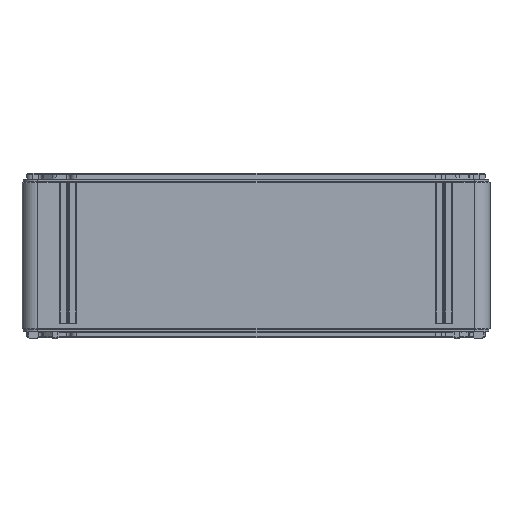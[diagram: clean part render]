
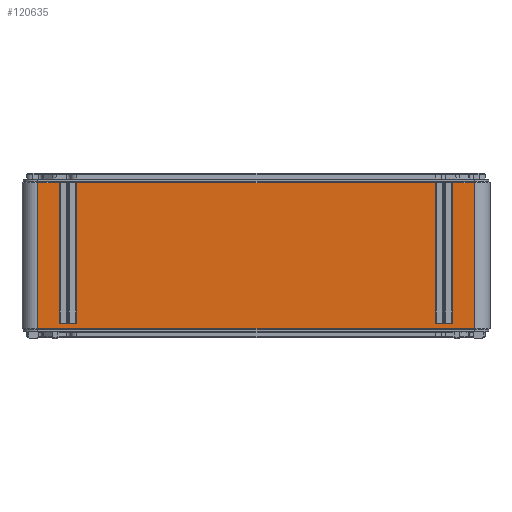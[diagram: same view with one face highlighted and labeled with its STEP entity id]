
A CAD part, left-side view. The second image highlights one B-rep face of the part: STEP entity #120635.
In plain terms, the highlighted planar face has unit normal (-1, 0, 0).
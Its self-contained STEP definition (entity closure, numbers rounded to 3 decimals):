
#47377=DIRECTION('',(0.,0.,-1.));
#47378=VECTOR('',#47377,93.634);
#47379=CARTESIAN_POINT('',(-200.,140.,-5.933));
#47380=LINE('',#47379,#47378);
#48242=DIRECTION('',(0.,1.,0.));
#48243=VECTOR('',#48242,1.);
#48244=CARTESIAN_POINT('',(-200.,120.,-5.933));
#48245=LINE('',#48244,#48243);
#48249=DIRECTION('',(0.,1.,0.));
#48250=VECTOR('',#48249,230.);
#48251=CARTESIAN_POINT('',(-200.,-115.,-5.933));
#48252=LINE('',#48251,#48250);
#48256=DIRECTION('',(0.,1.,0.));
#48257=VECTOR('',#48256,1.);
#48258=CARTESIAN_POINT('',(-200.,-121.,-5.933));
#48259=LINE('',#48258,#48257);
#48263=DIRECTION('',(0.,1.,0.));
#48264=VECTOR('',#48263,14.);
#48265=CARTESIAN_POINT('',(-200.,-140.,-5.933));
#48266=LINE('',#48265,#48264);
#48270=DIRECTION('',(0.,0.,-1.));
#48271=VECTOR('',#48270,93.634);
#48272=CARTESIAN_POINT('',(-200.,-140.,-5.933));
#48273=LINE('',#48272,#48271);
#48277=DIRECTION('',(0.,1.,0.));
#48278=VECTOR('',#48277,280.);
#48279=CARTESIAN_POINT('',(-200.,-140.,-99.567));
#48280=LINE('',#48279,#48278);
#48284=DIRECTION('',(0.,1.,0.));
#48285=VECTOR('',#48284,14.);
#48286=CARTESIAN_POINT('',(-200.,126.,-5.933));
#48287=LINE('',#48286,#48285);
#48291=DIRECTION('',(0.,0.,1.));
#48292=VECTOR('',#48291,90.567);
#48293=CARTESIAN_POINT('',(-200.,126.,-96.5));
#48294=LINE('',#48293,#48292);
#48457=DIRECTION('',(0.,0.,-1.));
#48458=VECTOR('',#48457,90.567);
#48459=CARTESIAN_POINT('',(-200.,-126.,-5.933));
#48460=LINE('',#48459,#48458);
#48480=DIRECTION('',(0.,1.,0.));
#48481=VECTOR('',#48480,5.);
#48482=CARTESIAN_POINT('',(-200.,-126.,-96.5));
#48483=LINE('',#48482,#48481);
#48509=DIRECTION('',(0.,0.,1.));
#48510=VECTOR('',#48509,90.567);
#48511=CARTESIAN_POINT('',(-200.,-121.,-96.5));
#48512=LINE('',#48511,#48510);
#48547=DIRECTION('',(0.,0.,-1.));
#48548=VECTOR('',#48547,90.567);
#48549=CARTESIAN_POINT('',(-200.,121.,-5.933));
#48550=LINE('',#48549,#48548);
#48570=DIRECTION('',(0.,1.,0.));
#48571=VECTOR('',#48570,5.);
#48572=CARTESIAN_POINT('',(-200.,121.,-96.5));
#48573=LINE('',#48572,#48571);
#48599=DIRECTION('',(0.,0.,1.));
#48600=VECTOR('',#48599,90.567);
#48601=CARTESIAN_POINT('',(-200.,120.,-96.5));
#48602=LINE('',#48601,#48600);
#48637=DIRECTION('',(0.,1.,0.));
#48638=VECTOR('',#48637,5.);
#48639=CARTESIAN_POINT('',(-200.,115.,-96.5));
#48640=LINE('',#48639,#48638);
#48666=DIRECTION('',(0.,0.,-1.));
#48667=VECTOR('',#48666,90.567);
#48668=CARTESIAN_POINT('',(-200.,115.,-5.933));
#48669=LINE('',#48668,#48667);
#48689=DIRECTION('',(0.,0.,1.));
#48690=VECTOR('',#48689,90.567);
#48691=CARTESIAN_POINT('',(-200.,-115.,-96.5));
#48692=LINE('',#48691,#48690);
#48727=DIRECTION('',(0.,1.,0.));
#48728=VECTOR('',#48727,5.);
#48729=CARTESIAN_POINT('',(-200.,-120.,-96.5));
#48730=LINE('',#48729,#48728);
#48756=DIRECTION('',(0.,0.,-1.));
#48757=VECTOR('',#48756,90.567);
#48758=CARTESIAN_POINT('',(-200.,-120.,-5.933));
#48759=LINE('',#48758,#48757);
#71385=CARTESIAN_POINT('',(-200.,-140.,-99.567));
#71386=VERTEX_POINT('',#71385);
#71388=CARTESIAN_POINT('',(-200.,-140.,-5.933));
#71390=VERTEX_POINT('',#71388);
#71391=CARTESIAN_POINT('',(-200.,140.,-99.567));
#71392=VERTEX_POINT('',#71391);
#71395=CARTESIAN_POINT('',(-200.,140.,-5.933));
#71397=VERTEX_POINT('',#71395);
#71491=CARTESIAN_POINT('',(-200.,126.,-96.5));
#71492=CARTESIAN_POINT('',(-200.,126.,-5.933));
#71493=VERTEX_POINT('',#71491);
#71494=VERTEX_POINT('',#71492);
#71498=CARTESIAN_POINT('',(-200.,121.,-96.5));
#71499=VERTEX_POINT('',#71498);
#71502=CARTESIAN_POINT('',(-200.,121.,-5.933));
#71503=VERTEX_POINT('',#71502);
#71506=CARTESIAN_POINT('',(-200.,120.,-96.5));
#71507=CARTESIAN_POINT('',(-200.,120.,-5.933));
#71508=VERTEX_POINT('',#71506);
#71509=VERTEX_POINT('',#71507);
#71513=CARTESIAN_POINT('',(-200.,115.,-96.5));
#71514=VERTEX_POINT('',#71513);
#71517=CARTESIAN_POINT('',(-200.,115.,-5.933));
#71518=VERTEX_POINT('',#71517);
#71521=CARTESIAN_POINT('',(-200.,-115.,-96.5));
#71522=CARTESIAN_POINT('',(-200.,-115.,-5.933));
#71523=VERTEX_POINT('',#71521);
#71524=VERTEX_POINT('',#71522);
#71528=CARTESIAN_POINT('',(-200.,-120.,-96.5));
#71529=VERTEX_POINT('',#71528);
#71532=CARTESIAN_POINT('',(-200.,-120.,-5.933));
#71533=VERTEX_POINT('',#71532);
#71536=CARTESIAN_POINT('',(-200.,-121.,-96.5));
#71537=CARTESIAN_POINT('',(-200.,-121.,-5.933));
#71538=VERTEX_POINT('',#71536);
#71539=VERTEX_POINT('',#71537);
#71543=CARTESIAN_POINT('',(-200.,-126.,-96.5));
#71544=VERTEX_POINT('',#71543);
#71547=CARTESIAN_POINT('',(-200.,-126.,-5.933));
#71548=VERTEX_POINT('',#71547);
#120591=CARTESIAN_POINT('',(-200.,-140.,0.));
#120592=DIRECTION('',(-1.,0.,0.));
#120593=DIRECTION('',(0.,1.,0.));
#120594=AXIS2_PLACEMENT_3D('',#120591,#120592,#120593);
#120595=PLANE('',#120594);
#120597=ORIENTED_EDGE('',*,*,#120596,.F.);
#120599=ORIENTED_EDGE('',*,*,#120598,.F.);
#120601=ORIENTED_EDGE('',*,*,#120600,.F.);
#120603=ORIENTED_EDGE('',*,*,#120602,.F.);
#120605=ORIENTED_EDGE('',*,*,#120604,.F.);
#120607=ORIENTED_EDGE('',*,*,#120606,.F.);
#120609=ORIENTED_EDGE('',*,*,#120608,.F.);
#120611=ORIENTED_EDGE('',*,*,#120610,.F.);
#120613=ORIENTED_EDGE('',*,*,#120612,.F.);
#120615=ORIENTED_EDGE('',*,*,#120614,.F.);
#120617=ORIENTED_EDGE('',*,*,#120616,.F.);
#120619=ORIENTED_EDGE('',*,*,#120618,.F.);
#120621=ORIENTED_EDGE('',*,*,#120620,.F.);
#120623=ORIENTED_EDGE('',*,*,#120622,.F.);
#120625=ORIENTED_EDGE('',*,*,#120624,.F.);
#120627=ORIENTED_EDGE('',*,*,#120626,.F.);
#120628=ORIENTED_EDGE('',*,*,#120558,.T.);
#120629=ORIENTED_EDGE('',*,*,#120583,.T.);
#120630=ORIENTED_EDGE('',*,*,#119900,.F.);
#120632=ORIENTED_EDGE('',*,*,#120631,.F.);
#120633=EDGE_LOOP('',(#120597,#120599,#120601,#120603,#120605,#120607,#120609,
#120611,#120613,#120615,#120617,#120619,#120621,#120623,#120625,#120627,#120628,
#120629,#120630,#120632));
#120634=FACE_OUTER_BOUND('',#120633,.F.);
#119900=EDGE_CURVE('',#71397,#71392,#47380,.T.);
#120558=EDGE_CURVE('',#71390,#71386,#48273,.T.);
#120583=EDGE_CURVE('',#71386,#71392,#48280,.T.);
#120596=EDGE_CURVE('',#71493,#71494,#48294,.T.);
#120598=EDGE_CURVE('',#71499,#71493,#48573,.T.);
#120600=EDGE_CURVE('',#71503,#71499,#48550,.T.);
#120602=EDGE_CURVE('',#71509,#71503,#48245,.T.);
#120604=EDGE_CURVE('',#71508,#71509,#48602,.T.);
#120606=EDGE_CURVE('',#71514,#71508,#48640,.T.);
#120608=EDGE_CURVE('',#71518,#71514,#48669,.T.);
#120610=EDGE_CURVE('',#71524,#71518,#48252,.T.);
#120612=EDGE_CURVE('',#71523,#71524,#48692,.T.);
#120614=EDGE_CURVE('',#71529,#71523,#48730,.T.);
#120616=EDGE_CURVE('',#71533,#71529,#48759,.T.);
#120618=EDGE_CURVE('',#71539,#71533,#48259,.T.);
#120620=EDGE_CURVE('',#71538,#71539,#48512,.T.);
#120622=EDGE_CURVE('',#71544,#71538,#48483,.T.);
#120624=EDGE_CURVE('',#71548,#71544,#48460,.T.);
#120626=EDGE_CURVE('',#71390,#71548,#48266,.T.);
#120631=EDGE_CURVE('',#71494,#71397,#48287,.T.);
#120635=ADVANCED_FACE('',(#120634),#120595,.T.);
